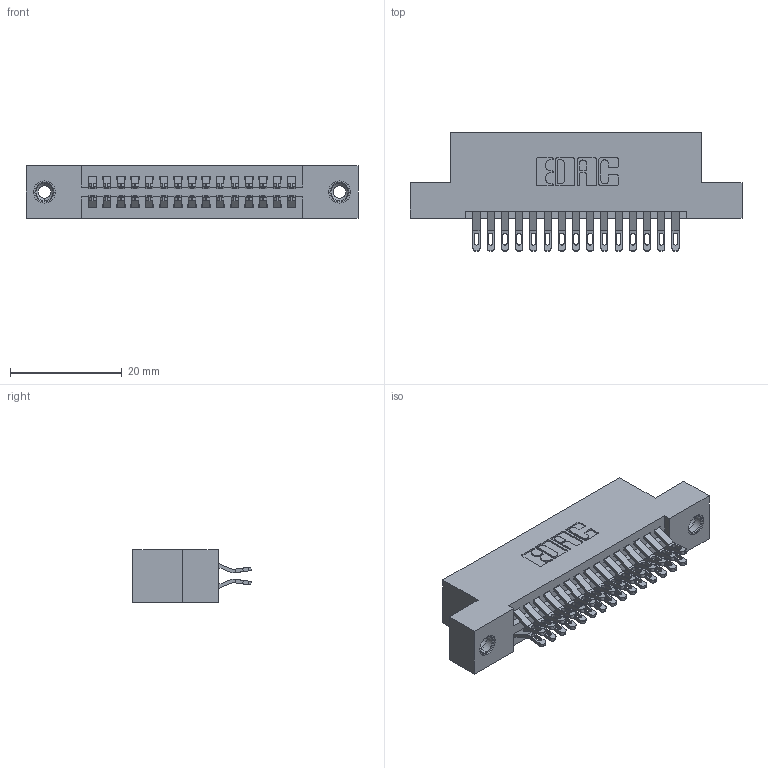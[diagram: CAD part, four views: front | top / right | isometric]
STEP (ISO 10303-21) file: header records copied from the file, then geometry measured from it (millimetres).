
FILE_DESCRIPTION (( 'STEP AP203' ), '1' );
FILE_NAME ('395-030-555-208.STEP', '2019-10-17T14:44:03', ( '' ), ( '' ), 'SwSTEP 2.0', 'SolidWorks 2016', '' );
FILE_SCHEMA (( 'CONFIG_CONTROL_DESIGN' ));
Length unit declared in the file: inch
Products named in the file (4): 345-250-001_345-250-003-102; 395-030-555-208; 345 Part_Flush Mounting Lugs - 0.156 Dia-TI; 345-292-001_555 Tail
Assembly tree (33 placements, depth 2):
  395-030-555-208
    345 Part_Flush Mounting Lugs - 0.156 Dia-TI
    345-292-001_555 Tail  x30
    345-250-001_345-250-003-102  x2
Bounding box: 59.31 x 21.13 x 9.4 mm (x, y, z)
Volume: 5591.2 mm3; surface area: 8057.9 mm2
Topology: 33 solids, 33 shells, 1866 faces, 5787 edges, 3850 vertices
Faces by surface type: plane 1042, cylinder 808, cone 12, torus 4
Entity records: 16916 total; most frequent: CARTESIAN_POINT 2877, ORIENTED_EDGE 2774, DIRECTION 2565, EDGE_CURVE 1387, LINE 1155, VECTOR 1155, VERTEX_POINT 920, AXIS2_PLACEMENT_3D 705
